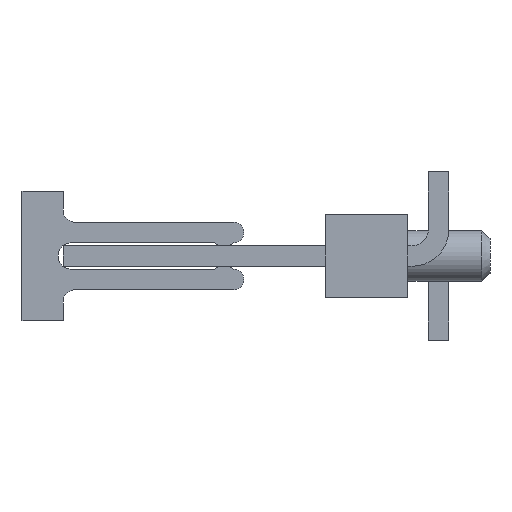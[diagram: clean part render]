
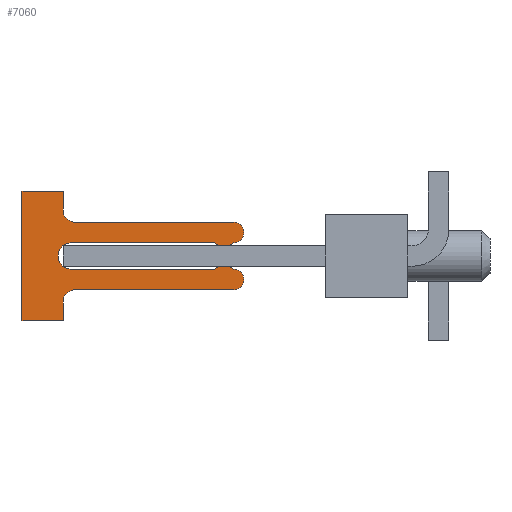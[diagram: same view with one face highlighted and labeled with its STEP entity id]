
A CAD part, left-side view. The second image highlights one B-rep face of the part: STEP entity #7060.
In plain terms, the highlighted planar face has unit normal (-1, 0, 0).
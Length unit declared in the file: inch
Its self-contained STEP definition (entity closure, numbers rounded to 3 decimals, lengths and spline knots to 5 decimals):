
#91=CIRCLE('',#7499,0.015);
#93=CIRCLE('',#7503,0.0125);
#95=CIRCLE('',#7510,0.01602);
#97=CIRCLE('',#7517,0.0125);
#99=CIRCLE('',#7521,0.015);
#1200=ORIENTED_EDGE('',*,*,#2624,.F.);
#1201=ORIENTED_EDGE('',*,*,#2682,.F.);
#1202=ORIENTED_EDGE('',*,*,#2679,.F.);
#1203=ORIENTED_EDGE('',*,*,#2676,.F.);
#1204=ORIENTED_EDGE('',*,*,#2673,.T.);
#1205=ORIENTED_EDGE('',*,*,#2670,.F.);
#1206=ORIENTED_EDGE('',*,*,#2667,.F.);
#1207=ORIENTED_EDGE('',*,*,#2664,.F.);
#1208=ORIENTED_EDGE('',*,*,#2661,.F.);
#1209=ORIENTED_EDGE('',*,*,#2658,.F.);
#1210=ORIENTED_EDGE('',*,*,#2655,.F.);
#1211=ORIENTED_EDGE('',*,*,#2652,.T.);
#1212=ORIENTED_EDGE('',*,*,#2649,.F.);
#1213=ORIENTED_EDGE('',*,*,#2646,.F.);
#1214=ORIENTED_EDGE('',*,*,#2643,.F.);
#1215=ORIENTED_EDGE('',*,*,#2640,.F.);
#1216=ORIENTED_EDGE('',*,*,#2637,.F.);
#1217=ORIENTED_EDGE('',*,*,#2634,.F.);
#1218=ORIENTED_EDGE('',*,*,#2631,.T.);
#1219=ORIENTED_EDGE('',*,*,#2628,.F.);
#2624=EDGE_CURVE('',#3466,#3467,#4244,.T.);
#2628=EDGE_CURVE('',#3467,#3470,#4248,.T.);
#2631=EDGE_CURVE('',#3472,#3470,#91,.T.);
#2634=EDGE_CURVE('',#3472,#3474,#4252,.T.);
#2637=EDGE_CURVE('',#3474,#3476,#93,.T.);
#2640=EDGE_CURVE('',#3476,#3478,#4256,.T.);
#2643=EDGE_CURVE('',#3478,#3480,#4259,.T.);
#2646=EDGE_CURVE('',#3480,#3482,#4262,.T.);
#2649=EDGE_CURVE('',#3482,#3484,#4265,.T.);
#2652=EDGE_CURVE('',#3486,#3484,#95,.T.);
#2655=EDGE_CURVE('',#3486,#3488,#4269,.T.);
#2658=EDGE_CURVE('',#3488,#3490,#4272,.T.);
#2661=EDGE_CURVE('',#3490,#3492,#4275,.T.);
#2664=EDGE_CURVE('',#3492,#3494,#4278,.T.);
#2667=EDGE_CURVE('',#3494,#3496,#97,.T.);
#2670=EDGE_CURVE('',#3496,#3498,#4282,.T.);
#2673=EDGE_CURVE('',#3500,#3498,#99,.T.);
#2676=EDGE_CURVE('',#3500,#3502,#4286,.T.);
#2679=EDGE_CURVE('',#3502,#3504,#4289,.T.);
#2682=EDGE_CURVE('',#3504,#3466,#4292,.T.);
#3466=VERTEX_POINT('',#10494);
#3467=VERTEX_POINT('',#10495);
#3470=VERTEX_POINT('',#10503);
#3472=VERTEX_POINT('',#10509);
#3474=VERTEX_POINT('',#10515);
#3476=VERTEX_POINT('',#10521);
#3478=VERTEX_POINT('',#10527);
#3480=VERTEX_POINT('',#10533);
#3482=VERTEX_POINT('',#10539);
#3484=VERTEX_POINT('',#10545);
#3486=VERTEX_POINT('',#10551);
#3488=VERTEX_POINT('',#10557);
#3490=VERTEX_POINT('',#10563);
#3492=VERTEX_POINT('',#10569);
#3494=VERTEX_POINT('',#10575);
#3496=VERTEX_POINT('',#10581);
#3498=VERTEX_POINT('',#10587);
#3500=VERTEX_POINT('',#10593);
#3502=VERTEX_POINT('',#10599);
#3504=VERTEX_POINT('',#10605);
#4244=LINE('',#10493,#5178);
#4248=LINE('',#10502,#5182);
#4252=LINE('',#10514,#5186);
#4256=LINE('',#10526,#5190);
#4259=LINE('',#10532,#5193);
#4262=LINE('',#10538,#5196);
#4265=LINE('',#10544,#5199);
#4269=LINE('',#10556,#5203);
#4272=LINE('',#10562,#5206);
#4275=LINE('',#10568,#5209);
#4278=LINE('',#10574,#5212);
#4282=LINE('',#10586,#5216);
#4286=LINE('',#10598,#5220);
#4289=LINE('',#10604,#5223);
#4292=LINE('',#10610,#5226);
#5178=VECTOR('',#8602,39.37008);
#5182=VECTOR('',#8608,39.37008);
#5186=VECTOR('',#8620,39.37008);
#5190=VECTOR('',#8632,39.37008);
#5193=VECTOR('',#8637,39.37008);
#5196=VECTOR('',#8642,39.37008);
#5199=VECTOR('',#8647,39.37008);
#5203=VECTOR('',#8659,39.37008);
#5206=VECTOR('',#8664,39.37008);
#5209=VECTOR('',#8669,39.37008);
#5212=VECTOR('',#8674,39.37008);
#5216=VECTOR('',#8686,39.37008);
#5220=VECTOR('',#8698,39.37008);
#5223=VECTOR('',#8703,39.37008);
#5226=VECTOR('',#8708,39.37008);
#5911=EDGE_LOOP('',(#1200,#1201,#1202,#1203,#1204,#1205,#1206,#1207,#1208,
#1209,#1210,#1211,#1212,#1213,#1214,#1215,#1216,#1217,#1218,#1219));
#6331=FACE_BOUND('',#5911,.T.);
#6698=PLANE('',#7527);
#7060=ADVANCED_FACE('',(#6331),#6698,.F.);
#7499=AXIS2_PLACEMENT_3D('',#10508,#8613,#8614);
#7503=AXIS2_PLACEMENT_3D('',#10520,#8625,#8626);
#7510=AXIS2_PLACEMENT_3D('',#10550,#8652,#8653);
#7517=AXIS2_PLACEMENT_3D('',#10580,#8679,#8680);
#7521=AXIS2_PLACEMENT_3D('',#10592,#8691,#8692);
#7527=AXIS2_PLACEMENT_3D('',#10613,#8712,#8713);
#8602=DIRECTION('',(0.,-1.,0.));
#8608=DIRECTION('',(0.,0.,-1.));
#8613=DIRECTION('',(1.,0.,0.));
#8614=DIRECTION('',(0.,0.,-1.));
#8620=DIRECTION('',(0.,-1.,0.));
#8625=DIRECTION('',(1.,0.,0.));
#8626=DIRECTION('',(0.,0.,-1.));
#8632=DIRECTION('',(0.,0.867,-0.498));
#8637=DIRECTION('',(0.,1.,0.));
#8642=DIRECTION('',(0.,0.867,0.498));
#8647=DIRECTION('',(0.,1.,0.));
#8652=DIRECTION('',(1.,0.,0.));
#8653=DIRECTION('',(0.,0.,-1.));
#8659=DIRECTION('',(0.,-1.,0.));
#8664=DIRECTION('',(0.,-0.867,0.498));
#8669=DIRECTION('',(0.,-1.,0.));
#8674=DIRECTION('',(0.,-0.867,-0.498));
#8679=DIRECTION('',(1.,0.,0.));
#8680=DIRECTION('',(0.,0.,-1.));
#8686=DIRECTION('',(0.,1.,0.));
#8691=DIRECTION('',(1.,0.,0.));
#8692=DIRECTION('',(0.,0.,-1.));
#8698=DIRECTION('',(0.,0.,-1.));
#8703=DIRECTION('',(0.,1.,0.));
#8708=DIRECTION('',(0.,0.,1.));
#8712=DIRECTION('',(1.,0.,0.));
#8713=DIRECTION('',(0.,0.,-1.));
#10493=CARTESIAN_POINT('',(-0.2,0.,0.07902));
#10494=CARTESIAN_POINT('',(-0.2,0.,0.07902));
#10495=CARTESIAN_POINT('',(-0.2,-0.05,0.07902));
#10502=CARTESIAN_POINT('',(-0.2,-0.05,0.07902));
#10503=CARTESIAN_POINT('',(-0.2,-0.05,0.05602));
#10508=CARTESIAN_POINT('',(-0.2,-0.065,0.05602));
#10509=CARTESIAN_POINT('',(-0.2,-0.065,0.04102));
#10514=CARTESIAN_POINT('',(-0.2,-0.065,0.04102));
#10515=CARTESIAN_POINT('',(-0.2,-0.2575,0.04102));
#10520=CARTESIAN_POINT('',(-0.2,-0.2575,0.02852));
#10521=CARTESIAN_POINT('',(-0.2,-0.2575,0.01602));
#10526=CARTESIAN_POINT('',(-0.2,-0.2575,0.01602));
#10527=CARTESIAN_POINT('',(-0.2,-0.24962,0.0115));
#10532=CARTESIAN_POINT('',(-0.2,-0.24962,0.0115));
#10533=CARTESIAN_POINT('',(-0.2,-0.24214,0.0115));
#10538=CARTESIAN_POINT('',(-0.2,-0.24214,0.0115));
#10539=CARTESIAN_POINT('',(-0.2,-0.23426,0.01602));
#10544=CARTESIAN_POINT('',(-0.2,-0.23426,0.01602));
#10545=CARTESIAN_POINT('',(-0.2,-0.06,0.01602));
#10550=CARTESIAN_POINT('',(-0.2,-0.06002,0.));
#10551=CARTESIAN_POINT('',(-0.2,-0.06,-0.01602));
#10556=CARTESIAN_POINT('',(-0.2,-0.06,-0.01602));
#10557=CARTESIAN_POINT('',(-0.2,-0.23426,-0.01602));
#10562=CARTESIAN_POINT('',(-0.2,-0.23426,-0.01602));
#10563=CARTESIAN_POINT('',(-0.2,-0.24214,-0.0115));
#10568=CARTESIAN_POINT('',(-0.2,-0.24214,-0.0115));
#10569=CARTESIAN_POINT('',(-0.2,-0.24962,-0.0115));
#10574=CARTESIAN_POINT('',(-0.2,-0.24962,-0.0115));
#10575=CARTESIAN_POINT('',(-0.2,-0.2575,-0.01602));
#10580=CARTESIAN_POINT('',(-0.2,-0.2575,-0.02852));
#10581=CARTESIAN_POINT('',(-0.2,-0.2575,-0.04102));
#10586=CARTESIAN_POINT('',(-0.2,-0.2575,-0.04102));
#10587=CARTESIAN_POINT('',(-0.2,-0.065,-0.04102));
#10592=CARTESIAN_POINT('',(-0.2,-0.065,-0.05602));
#10593=CARTESIAN_POINT('',(-0.2,-0.05,-0.05602));
#10598=CARTESIAN_POINT('',(-0.2,-0.05,-0.05602));
#10599=CARTESIAN_POINT('',(-0.2,-0.05,-0.07902));
#10604=CARTESIAN_POINT('',(-0.2,-0.05,-0.07902));
#10605=CARTESIAN_POINT('',(-0.2,0.,-0.07902));
#10610=CARTESIAN_POINT('',(-0.2,0.,-0.07902));
#10613=CARTESIAN_POINT('',(-0.2,-0.065,0.05602));
